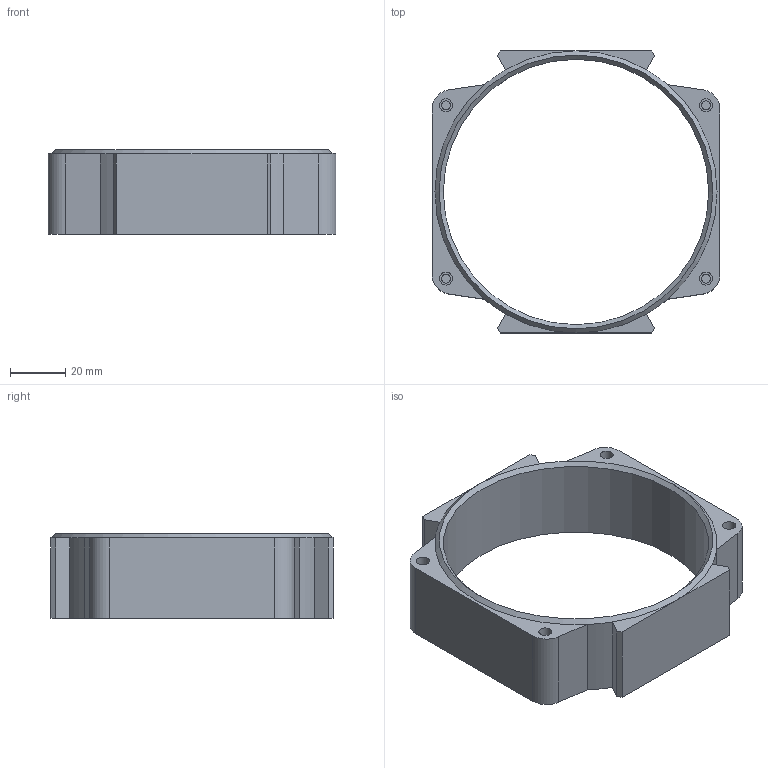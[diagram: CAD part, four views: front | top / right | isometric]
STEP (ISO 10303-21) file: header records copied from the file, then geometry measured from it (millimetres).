
FILE_DESCRIPTION(/* description */ (''),/* implementation_level */ '2;1');
FILE_NAME(/* name */ 'frame_rring3.stp',/* time_stamp */ '2024-06-29T23:08:41-07:00',/* author */ ('aaron'),/* organization */ (''),/* preprocessor_version */ 'ST-DEVELOPER v19.2',/* originating_system */ 'Autodesk Inventor 2023',/* authorisation */ '');
FILE_SCHEMA (('AUTOMOTIVE_DESIGN { 1 0 10303 214 3 1 1 }'));
Length unit declared in the file: millimetre
Products named in the file (1): frame_rring3
Bounding box: 104 x 102 x 30.5 mm (x, y, z)
Volume: 58822.1 mm3; surface area: 26236.9 mm2
Topology: 1 solids, 1 shells, 62 faces, 135 edges, 86 vertices
Faces by surface type: plane 35, cylinder 21, cone 6
Full cylindrical faces by diameter (mm): 3.2 x4, 4.7 x4, 5.75 x4, 96 x1
Entity records: 1748 total; most frequent: DIRECTION 319, CARTESIAN_POINT 284, ORIENTED_EDGE 270, EDGE_CURVE 135, AXIS2_PLACEMENT_3D 121, VERTEX_POINT 86, LINE 77, VECTOR 77
